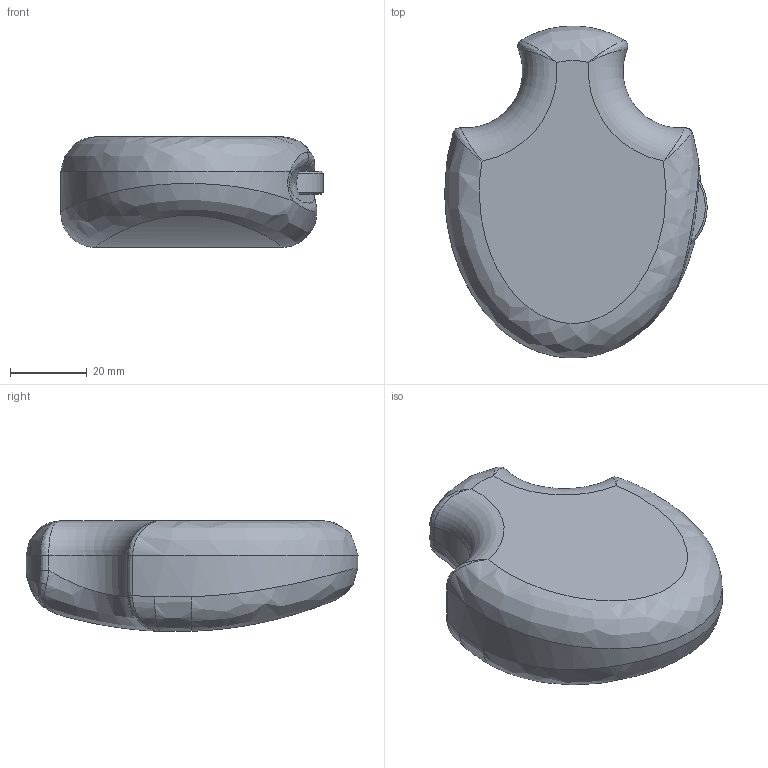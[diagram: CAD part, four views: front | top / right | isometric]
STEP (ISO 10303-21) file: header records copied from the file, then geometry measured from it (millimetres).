
FILE_DESCRIPTION(/* description */ (''),/* implementation_level */ '2;1');
FILE_NAME(/* name */ 'PuckPuckBruce-TestPrimitive-REV3.stp',/* time_stamp */ '2020-09-06T12:11:04-07:00',/* author */ ('andre'),/* organization */ (''),/* preprocessor_version */ 'ST-DEVELOPER v17',/* originating_system */ 'Autodesk Inventor 2019',/* authorisation */ '');
FILE_SCHEMA (('AUTOMOTIVE_DESIGN { 1 0 10303 214 3 1 1 }'));
Length unit declared in the file: millimetre
Products named in the file (1): PuckPuckBruce-TestPrimitive-REV3
Bounding box: 68.3 x 86.38 x 28.8 mm (x, y, z)
Volume: 101453 mm3; surface area: 12899.8 mm2
Topology: 1 solids, 1 shells, 57 faces, 136 edges, 74 vertices
Faces by surface type: bspline 44, cylinder 5, plane 4, cone 2, torus 2
Entity records: 3799 total; most frequent: CARTESIAN_POINT 2743, ORIENTED_EDGE 256, EDGE_CURVE 128, DIRECTION 94, B_SPLINE_CURVE_WITH_KNOTS 92, VERTEX_POINT 74, EDGE_LOOP 58, FACE_OUTER_BOUND 57
